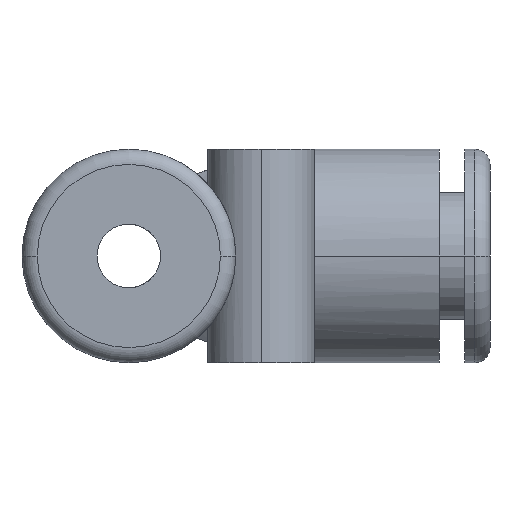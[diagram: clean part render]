
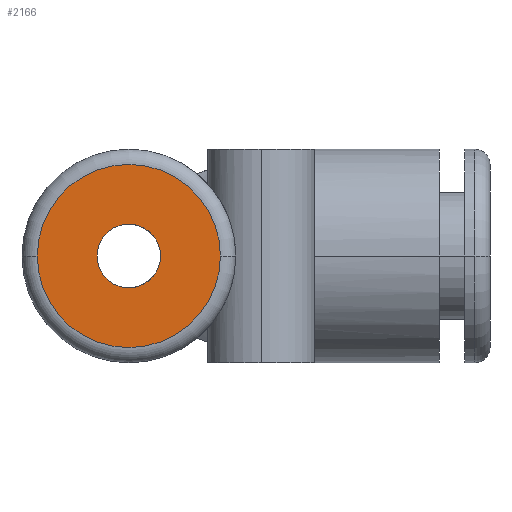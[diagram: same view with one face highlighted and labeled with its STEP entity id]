
A CAD part, left-side view. The second image highlights one B-rep face of the part: STEP entity #2166.
In plain terms, the highlighted planar face has unit normal (-1, 0, 0).
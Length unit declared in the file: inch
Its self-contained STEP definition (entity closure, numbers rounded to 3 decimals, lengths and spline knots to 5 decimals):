
#1029=CARTESIAN_POINT('',(-0.71,0.,0.));
#1030=DIRECTION('',(-1.,0.,0.));
#1031=DIRECTION('',(0.,1.,0.));
#1032=AXIS2_PLACEMENT_3D('',#1029,#1030,#1031);
#1044=CARTESIAN_POINT('',(-0.71,0.,0.));
#1045=DIRECTION('',(-1.,0.,0.));
#1046=DIRECTION('',(0.,-1.,0.));
#1047=AXIS2_PLACEMENT_3D('',#1044,#1045,#1046);
#1049=CARTESIAN_POINT('',(-0.71,0.,0.));
#1050=DIRECTION('',(-1.,0.,0.));
#1051=DIRECTION('',(0.,1.,0.));
#1052=AXIS2_PLACEMENT_3D('',#1049,#1050,#1051);
#1054=CARTESIAN_POINT('',(-0.71,0.,0.));
#1055=DIRECTION('',(-1.,0.,0.));
#1056=DIRECTION('',(0.,-1.,0.));
#1057=AXIS2_PLACEMENT_3D('',#1054,#1055,#1056);
#1250=CARTESIAN_POINT('',(-0.71,-0.0625,0.));
#1251=CARTESIAN_POINT('',(-0.71,0.0625,0.));
#1252=VERTEX_POINT('',#1250);
#1253=VERTEX_POINT('',#1251);
#1353=CARTESIAN_POINT('',(-0.71,-0.18,0.));
#1354=CARTESIAN_POINT('',(-0.71,0.18,0.));
#1355=VERTEX_POINT('',#1353);
#1356=VERTEX_POINT('',#1354);
#2152=CARTESIAN_POINT('',(-0.71,0.,0.));
#2153=DIRECTION('',(1.,0.,0.));
#2154=DIRECTION('',(0.,-1.,0.));
#2155=AXIS2_PLACEMENT_3D('',#2152,#2153,#2154);
#2156=PLANE('',#2155);
#2158=ORIENTED_EDGE('',*,*,#2157,.F.);
#2159=ORIENTED_EDGE('',*,*,#2142,.F.);
#2160=EDGE_LOOP('',(#2158,#2159));
#2161=FACE_OUTER_BOUND('',#2160,.F.);
#2162=ORIENTED_EDGE('',*,*,#1485,.T.);
#2163=ORIENTED_EDGE('',*,*,#1463,.T.);
#2164=EDGE_LOOP('',(#2162,#2163));
#2165=FACE_BOUND('',#2164,.F.);
#2166=ADVANCED_FACE('',(#2161,#2165),#2156,.F.);
#1033=CIRCLE('',#1032,0.18);
#1048=CIRCLE('',#1047,0.0625);
#1053=CIRCLE('',#1052,0.0625);
#1058=CIRCLE('',#1057,0.18);
#1463=EDGE_CURVE('',#1253,#1252,#1053,.T.);
#1485=EDGE_CURVE('',#1252,#1253,#1048,.T.);
#2142=EDGE_CURVE('',#1356,#1355,#1033,.T.);
#2157=EDGE_CURVE('',#1355,#1356,#1058,.T.);
